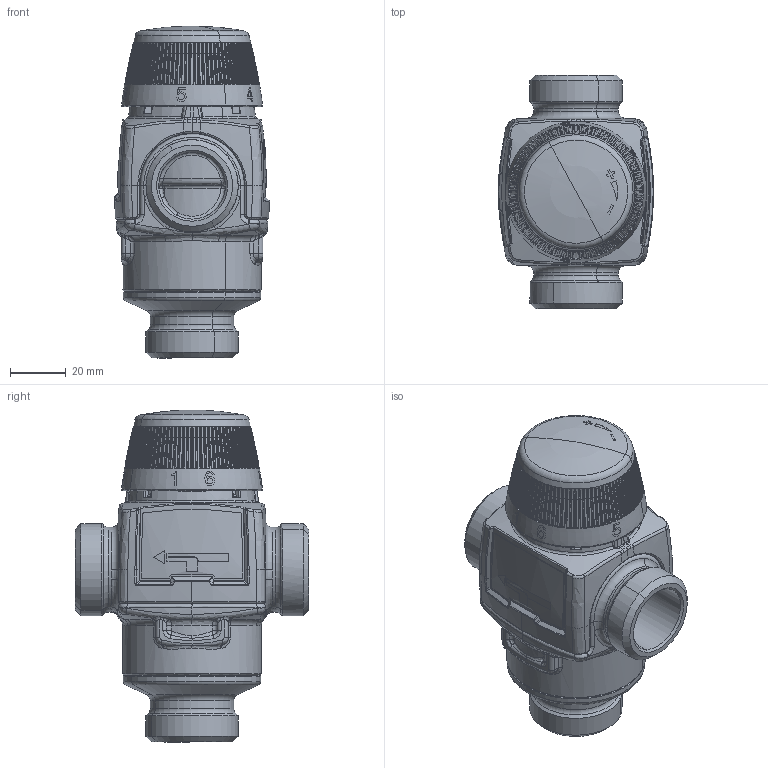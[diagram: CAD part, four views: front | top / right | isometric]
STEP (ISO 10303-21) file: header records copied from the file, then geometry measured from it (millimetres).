
FILE_DESCRIPTION(('CATIA V5 STEP'),'2;1');
FILE_NAME('VTA572 G1_31700300.stp','2010-10-04T13:38:23+00:00',('none'),('none'),'CATIA Version 5 Release 16 (IN-10)','CATIA V5 STEP AP203','none');
FILE_SCHEMA(('CONFIG_CONTROL_DESIGN'));
Length unit declared in the file: millimetre
Products named in the file (1): VTA572 G1_31700300
Assembly tree (6 placements, depth 2):
  VTA572 G1_31700300
    #56
    #41818
    #43381
    #99345
    #104108
    #105528
Bounding box: 55.84 x 84 x 119.5 mm (x, y, z)
Volume: 188585 mm3; surface area: 62321.3 mm2
Topology: 6 solids, 6 shells, 3425 faces, 9340 edges, 6017 vertices
Faces by surface type: plane 1570, bspline 899, cylinder 355, torus 258, revolution 155, cone 102, sphere 78, extrusion 8
Entity records: 156400 total; most frequent: CARTESIAN_POINT 87016, ORIENTED_EDGE 18550, EDGE_CURVE 9275, DIRECTION 7150, VERTEX_POINT 6017, B_SPLINE_CURVE_WITH_KNOTS 5981, EDGE_LOOP 3590, ADVANCED_FACE 3425
